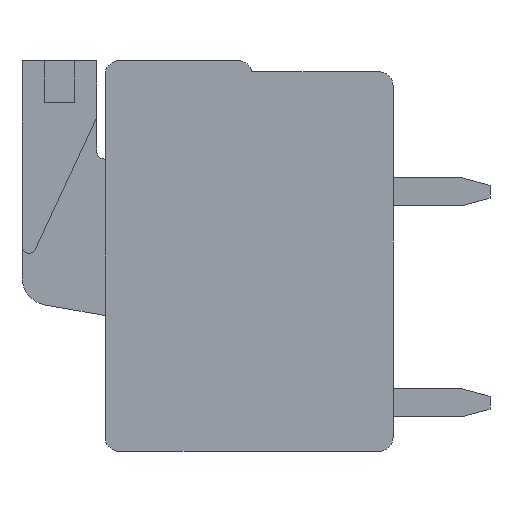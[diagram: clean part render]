
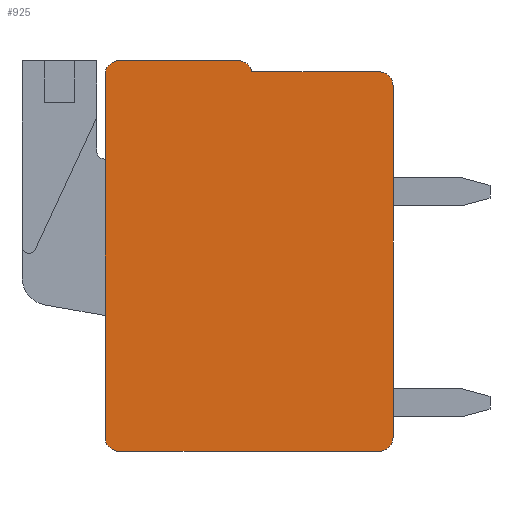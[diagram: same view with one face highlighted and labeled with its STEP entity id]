
A CAD part, left-side view. The second image highlights one B-rep face of the part: STEP entity #925.
In plain terms, the highlighted planar face has unit normal (-1, 0, 0).
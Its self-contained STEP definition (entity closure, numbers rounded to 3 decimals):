
#925=ADVANCED_FACE('',(#1871),#1873,.F.);
#1871=FACE_BOUND('',#1872,.T.);
#1872=EDGE_LOOP('',(#2557,#2558,#2559,#2560,#2561,#2562,#2563,#2564,#2565,#2566));
#1873=PLANE('',#1874);
#1874=AXIS2_PLACEMENT_3D('',#1875,#1876,#1877);
#1875=CARTESIAN_POINT('',(20.42,13.4,-14.1));
#1876=DIRECTION('',(1.,0.,0.));
#1877=DIRECTION('',(0.,0.,-1.));
#2557=ORIENTED_EDGE('',*,*,#2948,.T.);
#2558=ORIENTED_EDGE('',*,*,#2939,.F.);
#2559=ORIENTED_EDGE('',*,*,#2942,.T.);
#2560=ORIENTED_EDGE('',*,*,#2933,.T.);
#2561=ORIENTED_EDGE('',*,*,#2936,.T.);
#2562=ORIENTED_EDGE('',*,*,#2929,.F.);
#2563=ORIENTED_EDGE('',*,*,#2944,.T.);
#2564=ORIENTED_EDGE('',*,*,#2921,.T.);
#2565=ORIENTED_EDGE('',*,*,#2946,.T.);
#2566=ORIENTED_EDGE('',*,*,#2914,.T.);
#2914=EDGE_CURVE('',#3339,#3340,#3341,.T.);
#2921=EDGE_CURVE('',#3352,#3353,#3354,.T.);
#2929=EDGE_CURVE('',#3366,#3368,#3369,.T.);
#2933=EDGE_CURVE('',#3376,#3374,#3377,.T.);
#2936=EDGE_CURVE('',#3374,#3368,#3381,.T.);
#2939=EDGE_CURVE('',#3384,#3386,#3387,.T.);
#2942=EDGE_CURVE('',#3384,#3376,#3391,.T.);
#2944=EDGE_CURVE('',#3366,#3352,#3393,.T.);
#2946=EDGE_CURVE('',#3353,#3339,#3395,.T.);
#2948=EDGE_CURVE('',#3340,#3386,#3397,.T.);
#3339=VERTEX_POINT('',#4313);
#3340=VERTEX_POINT('',#4314);
#3341=LINE('',#4315,#4316);
#3352=VERTEX_POINT('',#4340);
#3353=VERTEX_POINT('',#4341);
#3354=LINE('',#4342,#4343);
#3366=VERTEX_POINT('',#4368);
#3368=VERTEX_POINT('',#4372);
#3369=LINE('',#4373,#4374);
#3374=VERTEX_POINT('',#4384);
#3376=VERTEX_POINT('',#4388);
#3377=LINE('',#4389,#4390);
#3381=CIRCLE('',#4399,0.5);
#3384=VERTEX_POINT('',#4408);
#3386=VERTEX_POINT('',#4412);
#3387=LINE('',#4413,#4414);
#3391=CIRCLE('',#4423,0.5);
#3393=CIRCLE('',#4431,0.5);
#3395=CIRCLE('',#4439,0.5);
#3397=CIRCLE('',#4447,0.5);
#4313=CARTESIAN_POINT('',(20.42,10.4,-0.5));
#4314=CARTESIAN_POINT('',(20.42,10.4,-13.6));
#4315=CARTESIAN_POINT('',(20.42,10.4,-0.5));
#4316=VECTOR('',#4317,1.);
#4317=DIRECTION('',(0.,0.,-1.));
#4340=CARTESIAN_POINT('',(20.42,5.59,0.));
#4341=CARTESIAN_POINT('',(20.42,9.9,0.));
#4342=CARTESIAN_POINT('',(20.42,5.59,0.));
#4343=VECTOR('',#4344,1.);
#4344=DIRECTION('',(0.,1.,0.));
#4368=CARTESIAN_POINT('',(20.42,5.1,-0.4));
#4372=CARTESIAN_POINT('',(20.42,0.5,-0.4));
#4373=CARTESIAN_POINT('',(20.42,5.1,-0.4));
#4374=VECTOR('',#4375,1.);
#4375=DIRECTION('',(0.,-1.,0.));
#4384=CARTESIAN_POINT('',(20.42,0.,-0.9));
#4388=CARTESIAN_POINT('',(20.42,0.,-13.6));
#4389=CARTESIAN_POINT('',(20.42,0.,-13.6));
#4390=VECTOR('',#4391,1.);
#4391=DIRECTION('',(0.,0.,1.));
#4399=AXIS2_PLACEMENT_3D('',#4400,#4401,#4402);
#4400=CARTESIAN_POINT('',(20.42,0.5,-0.9));
#4401=DIRECTION('',(-1.,-0.,0.));
#4402=DIRECTION('',(0.,-1.,0.));
#4408=CARTESIAN_POINT('',(20.42,0.5,-14.1));
#4412=CARTESIAN_POINT('',(20.42,9.9,-14.1));
#4413=CARTESIAN_POINT('',(20.42,0.5,-14.1));
#4414=VECTOR('',#4415,1.);
#4415=DIRECTION('',(0.,1.,0.));
#4423=AXIS2_PLACEMENT_3D('',#4424,#4425,#4426);
#4424=CARTESIAN_POINT('',(20.42,0.5,-13.6));
#4425=DIRECTION('',(-1.,0.,-0.));
#4426=DIRECTION('',(0.,0.,-1.));
#4431=AXIS2_PLACEMENT_3D('',#4432,#4433,#4434);
#4432=CARTESIAN_POINT('',(20.42,5.59,-0.5));
#4433=DIRECTION('',(-1.,-0.,0.));
#4434=DIRECTION('',(0.,-0.98,0.2));
#4439=AXIS2_PLACEMENT_3D('',#4440,#4441,#4442);
#4440=CARTESIAN_POINT('',(20.42,9.9,-0.5));
#4441=DIRECTION('',(-1.,0.,-0.));
#4442=DIRECTION('',(0.,0.,1.));
#4447=AXIS2_PLACEMENT_3D('',#4448,#4449,#4450);
#4448=CARTESIAN_POINT('',(20.42,9.9,-13.6));
#4449=DIRECTION('',(-1.,0.,0.));
#4450=DIRECTION('',(0.,1.,0.));
